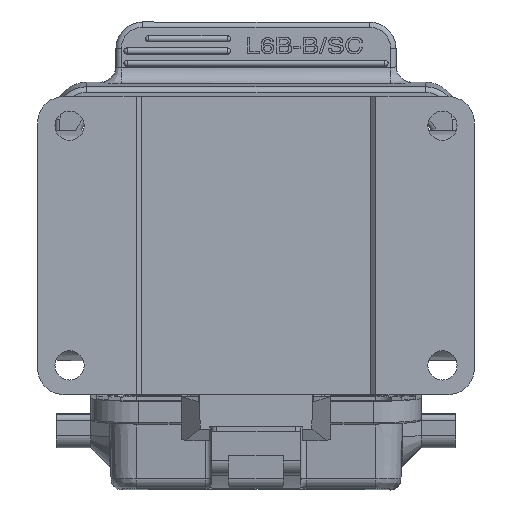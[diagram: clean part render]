
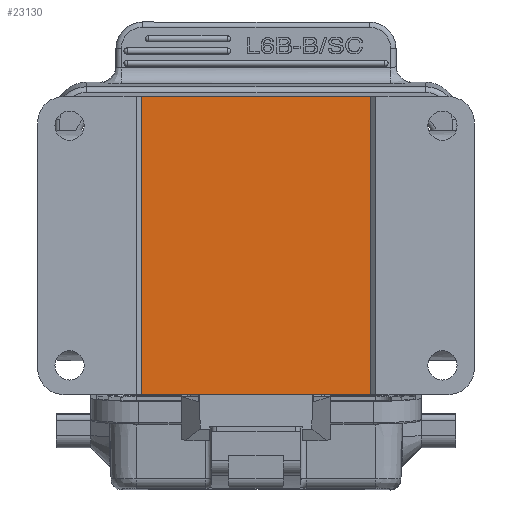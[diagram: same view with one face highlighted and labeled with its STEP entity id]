
A CAD part, front view. The second image highlights one B-rep face of the part: STEP entity #23130.
In plain terms, the highlighted planar face has unit normal (0, -1, 0).
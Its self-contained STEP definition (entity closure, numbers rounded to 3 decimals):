
#1053=DIRECTION('',(1.,0.,0.));
#1054=VECTOR('',#1053,43.);
#1055=CARTESIAN_POINT('',(20.5,1.,
-69.972));
#1056=LINE('',#1055,#1054);
#3328=DIRECTION('',(-1.,0.,0.));
#3329=VECTOR('',#3328,43.);
#3330=CARTESIAN_POINT('',(63.5,1.,
-13.972));
#3331=LINE('',#3330,#3329);
#3378=DIRECTION('',(0.,0.,1.));
#3379=VECTOR('',#3378,56.);
#3380=CARTESIAN_POINT('',(63.5,1.,
-69.972));
#3381=LINE('',#3380,#3379);
#3382=DIRECTION('',(0.,0.,1.));
#3383=VECTOR('',#3382,56.);
#3384=CARTESIAN_POINT('',(20.5,1.,
-69.972));
#3385=LINE('',#3384,#3383);
#16715=CARTESIAN_POINT('',(20.5,1.,
-69.972));
#16716=VERTEX_POINT('',#16715);
#16717=CARTESIAN_POINT('',(63.5,1.,
-69.972));
#16718=VERTEX_POINT('',#16717);
#16797=CARTESIAN_POINT('',(63.5,1.,
-13.972));
#16798=VERTEX_POINT('',#16797);
#16799=CARTESIAN_POINT('',(20.5,1.,
-13.972));
#16800=VERTEX_POINT('',#16799);
#23118=CARTESIAN_POINT('',(42.,1.,-41.972));
#23119=DIRECTION('',(0.,1.,0.));
#23120=DIRECTION('',(0.,0.,1.));
#23121=AXIS2_PLACEMENT_3D('',#23118,#23119,#23120);
#23122=PLANE('',#23121);
#23123=ORIENTED_EDGE('',*,*,#20007,.F.);
#23125=ORIENTED_EDGE('',*,*,#23124,.T.);
#23126=ORIENTED_EDGE('',*,*,#23054,.F.);
#23127=ORIENTED_EDGE('',*,*,#23110,.F.);
#23128=EDGE_LOOP('',(#23123,#23125,#23126,#23127));
#23129=FACE_OUTER_BOUND('',#23128,.F.);
#20007=EDGE_CURVE('',#16716,#16718,#1056,.T.);
#23054=EDGE_CURVE('',#16798,#16800,#3331,.T.);
#23110=EDGE_CURVE('',#16718,#16798,#3381,.T.);
#23124=EDGE_CURVE('',#16716,#16800,#3385,.T.);
#23130=ADVANCED_FACE('',(#23129),#23122,.F.);
